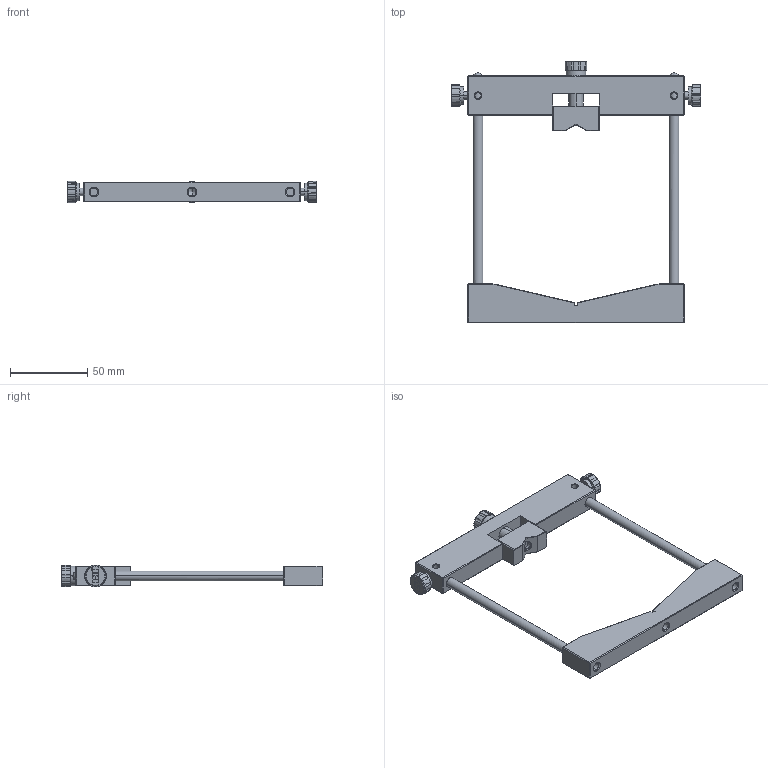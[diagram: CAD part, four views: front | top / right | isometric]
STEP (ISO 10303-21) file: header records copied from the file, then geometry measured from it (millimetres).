
FILE_DESCRIPTION (( 'STEP AP203' ), '1' );
FILE_NAME ('Web Model 03666_Default.step', '2019-01-10T21:32:59', ( '' ), ( '' ), 'SwSTEP 2.0', 'SolidWorks 2016', '' );
FILE_SCHEMA (( 'CONFIG_CONTROL_DESIGN' ));
Length unit declared in the file: millimetre
Products named in the file (1): Web Model 03666_Default
Bounding box: 161.55 x 169.51 x 14.19 mm (x, y, z)
Volume: 91693 mm3; surface area: 32204.3 mm2
Topology: 1 solids, 5 shells, 562 faces, 1481 edges, 948 vertices
Faces by surface type: plane 327, cone 112, cylinder 104, bspline 19
Entity records: 19333 total; most frequent: CARTESIAN_POINT 5277, ORIENTED_EDGE 2950, DIRECTION 2904, EDGE_CURVE 1475, AXIS2_PLACEMENT_3D 1049, VERTEX_POINT 948, LINE 806, VECTOR 806
